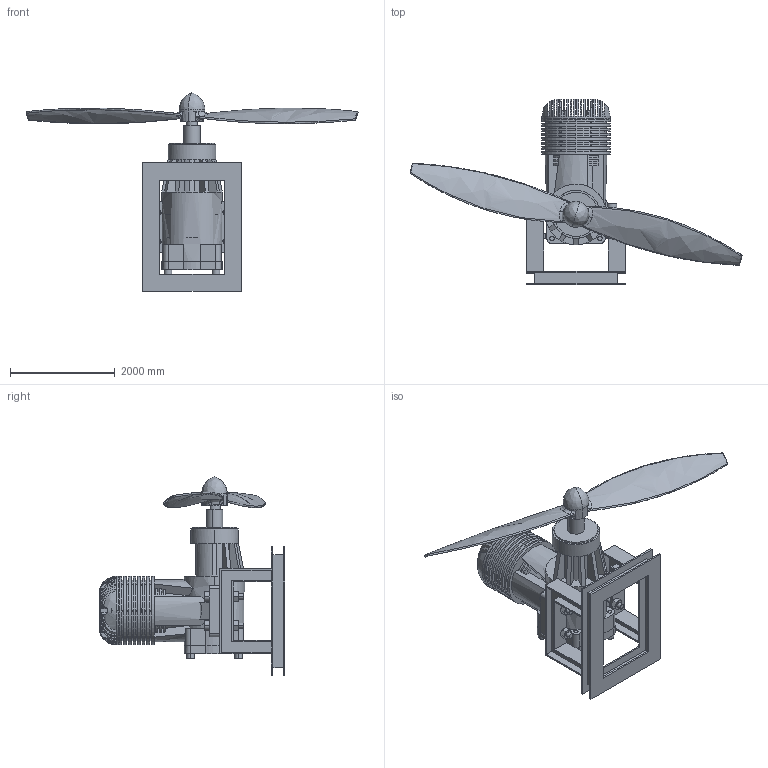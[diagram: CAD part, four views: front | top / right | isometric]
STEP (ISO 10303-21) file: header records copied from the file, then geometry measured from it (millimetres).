
FILE_DESCRIPTION(('FreeCAD Model'),'2;1');
FILE_NAME('Open CASCADE Shape Model','2025-04-26T23:11:38',('FreeCAD'),( 'FreeCAD'),'Open CASCADE STEP processor 7.6','FreeCAD','Unknown');
FILE_SCHEMA(('AUTOMOTIVE_DESIGN { 1 0 10303 214 1 1 1 1 }'));
Products named in the file (1): Open CASCADE STEP translator 7.6 1
Bounding box: 6324.08 x 3540.14 x 3779.67 mm (x, y, z)
Volume: 3369614496.2 mm3; surface area: 97087818.2 mm2
Topology: 28 solids, 28 shells, 1028 faces, 2778 edges, 1782 vertices
Faces by surface type: bspline 1028
Entity records: 45287 total; most frequent: CARTESIAN_POINT 29490, ORIENTED_EDGE 5540, EDGE_CURVE 2770, VERTEX_POINT 1782, B_SPLINE_CURVE_WITH_KNOTS 1683, FACE_BOUND 1178, EDGE_LOOP 1178, ADVANCED_FACE 1028
